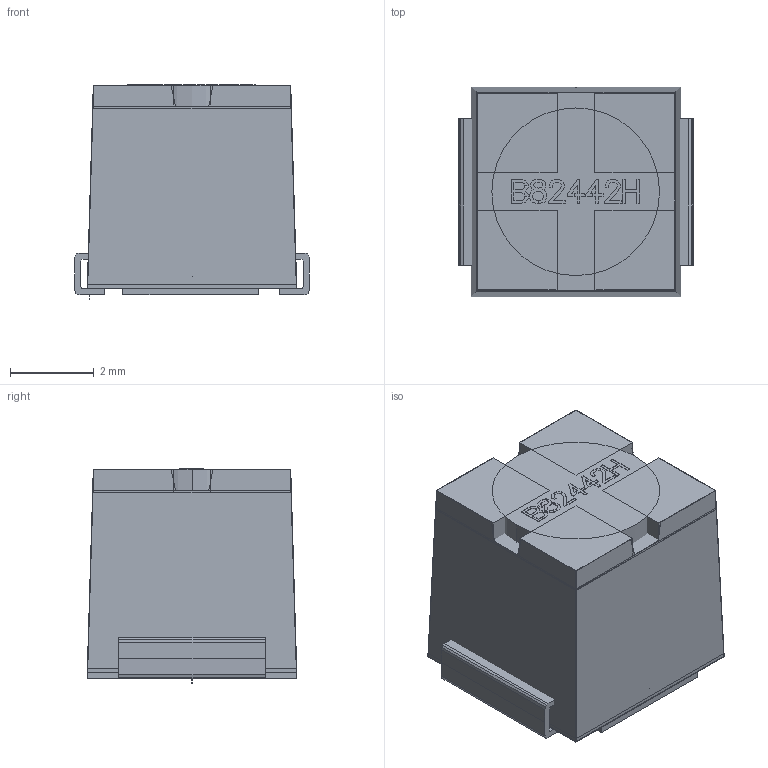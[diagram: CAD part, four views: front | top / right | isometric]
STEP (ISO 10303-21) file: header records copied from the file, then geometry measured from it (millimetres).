
FILE_DESCRIPTION (( 'STEP AP214' ), '1' );
FILE_NAME ('SW3dPS-B82442H.STEP', '2009-07-01T08:00:29', ( 'SysAdmin' ), ( 'SolidWorks' ), 'SwSTEP 2.0', 'SolidWorks 2009', '' );
FILE_SCHEMA (( 'AUTOMOTIVE_DESIGN' ));
Length unit declared in the file: millimetre
Products named in the file (35): SW3dPS-B82442H_Cylinder1; SW3dPS-B82442H_358337105; SW3dPS-B82442H_358116753; SW3dPS-B82442H_Extruded14; SW3dPS-B82442H_358337745; SW3dPS-B82442H_Extruded17; SW3dPS-B82442H_358337490; SW3dPS-B82442H_Extruded15; SW3dPS-B82442H_358337233; SW3dPS-B82442H_Extruded21; SW3dPS-B82442H_Extruded19; SW3dPS-B82442H_358337361; SW3dPS-B82442H_358337617; SW3dPS-B82442H_Extruded13; SW3dPS-B82442H_358338769; SW3dPS-B82442H_Free-Models5; SW3dPS-B82442H_BODY1; SW3dPS-B82442H_Board5; SW3dPS-B82442H_Board3; SW3dPS-B82442H_Extruded16; SW3dPS-B82442H_Extruded18; SW3dPS-B82442H_358338131; SW3dPS-B82442H_Board4; SW3dPS-B82442H_Extruded23; SW3dPS-B82442H_358337491; SW3dPS-B82442H_Free-Models4; SW3dPS-B82442H_Extruded12; SW3dPS-B82442H_358338130; SW3dPS-B82442H_Extruded20; SW3dPS-B82442H_PIN1; SW3dPS-B82442H_Extruded22; SW3dPS-B82442H_358339025; SW3dPS-B82442H_358338001; SW3dPS-B82442H_Free-Models3; SW3dPS-B82442H
Assembly tree (42 placements, depth 6):
  SW3dPS-B82442H
    SW3dPS-B82442H_Free-Models3
      SW3dPS-B82442H_358337490
        SW3dPS-B82442H_Extruded17
      SW3dPS-B82442H_358337745  x4
        SW3dPS-B82442H_Extruded14
      SW3dPS-B82442H_358337361  x2
        SW3dPS-B82442H_Extruded19
      SW3dPS-B82442H_358337617
        SW3dPS-B82442H_Extruded21
      SW3dPS-B82442H_358338001
        SW3dPS-B82442H_Extruded20
      SW3dPS-B82442H_358337105
        SW3dPS-B82442H_Extruded15
      SW3dPS-B82442H_BODY1  x4
        SW3dPS-B82442H_Free-Models5
          SW3dPS-B82442H_358338769
            SW3dPS-B82442H_Extruded16
        SW3dPS-B82442H_Board3
      SW3dPS-B82442H_358116753
        SW3dPS-B82442H_Cylinder1
      SW3dPS-B82442H_358337233  x2
        SW3dPS-B82442H_Extruded13
      SW3dPS-B82442H_358338130
        SW3dPS-B82442H_Extruded12
      SW3dPS-B82442H_358339025
        SW3dPS-B82442H_Extruded22
      SW3dPS-B82442H_PIN1
        SW3dPS-B82442H_Board4
        SW3dPS-B82442H_Free-Models4
          SW3dPS-B82442H_358337491
            SW3dPS-B82442H_Extruded23
          SW3dPS-B82442H_358338131
            SW3dPS-B82442H_Extruded18
    SW3dPS-B82442H_Board5
Bounding box: 5.6 x 5 x 5.11 mm (x, y, z)
Volume: 24 mm3; surface area: 429.4 mm2
Topology: 23 solids, 35 shells, 382 faces, 984 edges, 663 vertices
Faces by surface type: plane 380, cylinder 2
Entity records: 9385 total; most frequent: CARTESIAN_POINT 1520, ORIENTED_EDGE 1388, DIRECTION 1377, EDGE_CURVE 709, VECTOR 705, LINE 705, VERTEX_POINT 479, AXIS2_PLACEMENT_3D 336
